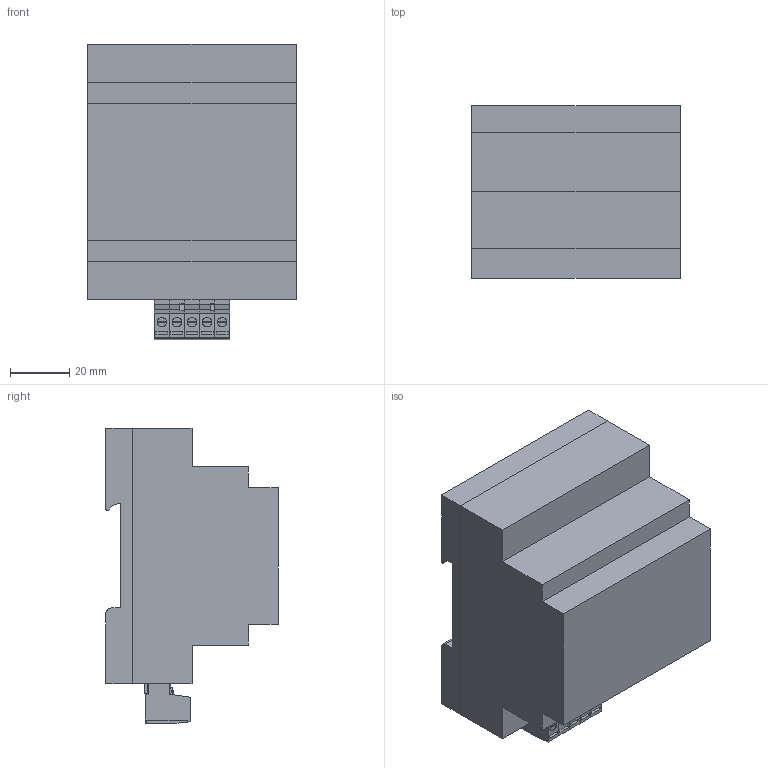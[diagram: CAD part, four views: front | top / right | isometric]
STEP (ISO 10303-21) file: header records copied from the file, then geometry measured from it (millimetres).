
FILE_DESCRIPTION(/* description */ (''),/* implementation_level */ '2;1');
FILE_NAME(/* name */ 'Резистивный мост (3D) v1.0.stp',/* time_stamp */ '2022-03-16T11:49:25+07:00',/* author */ ('YA'),/* organization */ (''),/* preprocessor_version */ 'ST-DEVELOPER v17',/* originating_system */ 'Autodesk Inventor 2019',/* authorisation */ '');
FILE_SCHEMA (('AUTOMOTIVE_DESIGN { 1 0 10303 214 3 1 1 }'));
Length unit declared in the file: millimetre
Products named in the file (18): Резистивный мост 
(3D) v1.0; Резистивный мост 
(3D) v1.01; Резистивный мост 
(3D) v1.02; Резистивный мост 
(3D) v1.03; Резистивный мост 
(3D) v1.04; Резистивный мост 
(3D) v1.05; Резистивный мост 
(3D) v1.06; Резистивный мост 
(3D) v1.07; Резистивный мост 
(3D) v1.08; Резистивный мост 
(3D) v1.09; Резистивный мост 
(3D) v1.010; Резистивный мост 
(3D) v1.011; Резистивный мост 
(3D) v1.012; Резистивный мост 
(3D) v1.013; Резистивный мост 
(3D) v1.014; Резистивный мост 
(3D) v1.015; Резистивный мост 
(3D) v1.016; Резистивный мост 
(3D) v1.017
Assembly tree (17 placements, depth 2):
  Резистивный мост 
(3D) v1.0
    Резистивный мост 
(3D) v1.01
    Резистивный мост 
(3D) v1.02
    Резистивный мост 
(3D) v1.03
    Резистивный мост 
(3D) v1.04
    Резистивный мост 
(3D) v1.05
    Резистивный мост 
(3D) v1.06
    Резистивный мост 
(3D) v1.07
    Резистивный мост 
(3D) v1.08
    Резистивный мост 
(3D) v1.09
    Резистивный мост 
(3D) v1.010
    Резистивный мост 
(3D) v1.011
    Резистивный мост 
(3D) v1.012
    Резистивный мост 
(3D) v1.013
    Резистивный мост 
(3D) v1.014
    Резистивный мост 
(3D) v1.015
    Резистивный мост 
(3D) v1.016
    Резистивный мост 
(3D) v1.017
Bounding box: 70 x 58 x 99.5 mm (x, y, z)
Volume: 280265.5 mm3; surface area: 48091.3 mm2
Topology: 27 solids, 27 shells, 419 faces, 1075 edges, 715 vertices
Faces by surface type: plane 397, cylinder 22
Full cylindrical faces by diameter (mm): 3.15 x5, 3.2 x5
Entity records: 13323 total; most frequent: CARTESIAN_POINT 2244, ORIENTED_EDGE 2150, DIRECTION 2062, EDGE_CURVE 1075, LINE 996, VECTOR 996, VERTEX_POINT 715, AXIS2_PLACEMENT_3D 533
